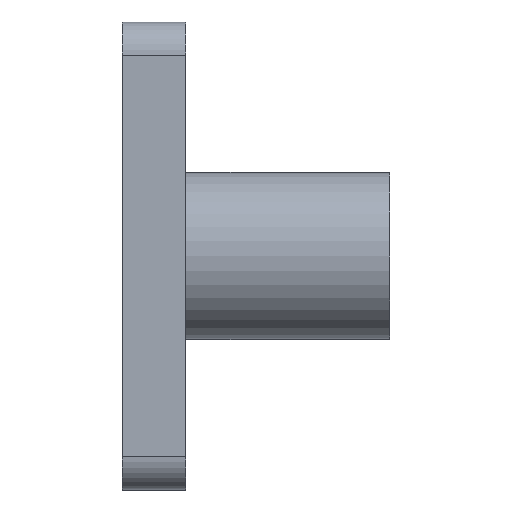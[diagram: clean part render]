
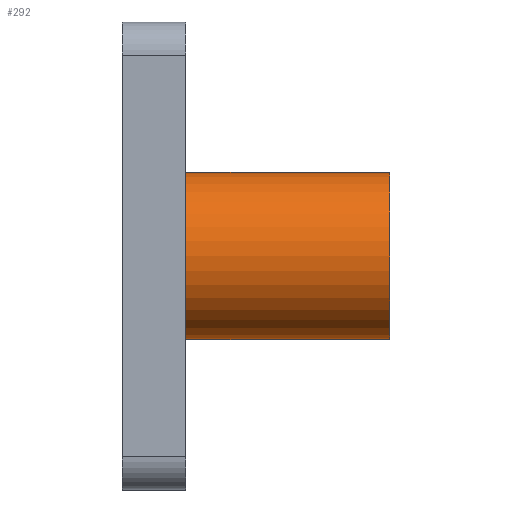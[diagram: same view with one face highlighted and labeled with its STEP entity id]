
A CAD part, left-side view. The second image highlights one B-rep face of the part: STEP entity #292.
In plain terms, the highlighted cylindrical face has radius 12.5 mm (diameter 25 mm), a partial arc.
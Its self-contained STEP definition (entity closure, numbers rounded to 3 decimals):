
#119 = EDGE_CURVE ( 'NONE', #3953, #1798, #2693, .T. ) ;
#184 = CARTESIAN_POINT ( 'NONE',  ( 19.407, -42.361, -12.5 ) ) ;
#214 = VERTEX_POINT ( 'NONE', #3248 ) ;
#262 = DIRECTION ( 'NONE',  ( 0., 0., 1. ) ) ;
#292 = ADVANCED_FACE ( 'NONE', ( #4201 ), #4502, .T. ) ;
#443 = DIRECTION ( 'NONE',  ( 0., -1., 0. ) ) ;
#669 = AXIS2_PLACEMENT_3D ( 'NONE', #1880, #443, #2589 ) ;
#1031 = AXIS2_PLACEMENT_3D ( 'NONE', #1734, #1709, #2797 ) ;
#1445 = AXIS2_PLACEMENT_3D ( 'NONE', #3795, #1599, #262 ) ;
#1518 = ORIENTED_EDGE ( 'NONE', *, *, #3162, .T. ) ;
#1599 = DIRECTION ( 'NONE',  ( 0., 1., 0. ) ) ;
#1607 = CARTESIAN_POINT ( 'NONE',  ( 19.407, -42.361, 12.5 ) ) ;
#1709 = DIRECTION ( 'NONE',  ( 0., -1., 0. ) ) ;
#1734 = CARTESIAN_POINT ( 'NONE',  ( 19.407, -11.861, 0. ) ) ;
#1798 = VERTEX_POINT ( 'NONE', #4236 ) ;
#1880 = CARTESIAN_POINT ( 'NONE',  ( 19.407, -42.361, 0. ) ) ;
#2589 = DIRECTION ( 'NONE',  ( 0., 0., -1. ) ) ;
#2679 = DIRECTION ( 'NONE',  ( 0., 1., 0. ) ) ;
#2693 = LINE ( 'NONE', #1607, #4573 ) ;
#2791 = ORIENTED_EDGE ( 'NONE', *, *, #119, .T. ) ;
#2797 = DIRECTION ( 'NONE',  ( 0., 0., -1. ) ) ;
#2893 = EDGE_CURVE ( 'NONE', #3953, #214, #3151, .T. ) ;
#2947 = EDGE_LOOP ( 'NONE', ( #2978, #3358, #2791, #1518 ) ) ;
#2970 = EDGE_CURVE ( 'NONE', #214, #3772, #4449, .T. ) ;
#2978 = ORIENTED_EDGE ( 'NONE', *, *, #2970, .F. ) ;
#3151 = CIRCLE ( 'NONE', #669, 12.5 ) ;
#3162 = EDGE_CURVE ( 'NONE', #1798, #3772, #3301, .T. ) ;
#3248 = CARTESIAN_POINT ( 'NONE',  ( 19.407, -42.361, -12.5 ) ) ;
#3301 = CIRCLE ( 'NONE', #1031, 12.5 ) ;
#3358 = ORIENTED_EDGE ( 'NONE', *, *, #2893, .F. ) ;
#3772 = VERTEX_POINT ( 'NONE', #4130 ) ;
#3795 = CARTESIAN_POINT ( 'NONE',  ( 19.407, -42.361, 0. ) ) ;
#3953 = VERTEX_POINT ( 'NONE', #4505 ) ;
#4130 = CARTESIAN_POINT ( 'NONE',  ( 19.407, -11.861, -12.5 ) ) ;
#4201 = FACE_OUTER_BOUND ( 'NONE', #2947, .T. ) ;
#4236 = CARTESIAN_POINT ( 'NONE',  ( 19.407, -11.861, 12.5 ) ) ;
#4437 = VECTOR ( 'NONE', #2679, 1000. ) ;
#4449 = LINE ( 'NONE', #184, #4437 ) ;
#4502 = CYLINDRICAL_SURFACE ( 'NONE', #1445, 12.5 ) ;
#4505 = CARTESIAN_POINT ( 'NONE',  ( 19.407, -42.361, 12.5 ) ) ;
#4507 = DIRECTION ( 'NONE',  ( 0., 1., 0. ) ) ;
#4573 = VECTOR ( 'NONE', #4507, 1000. ) ;
